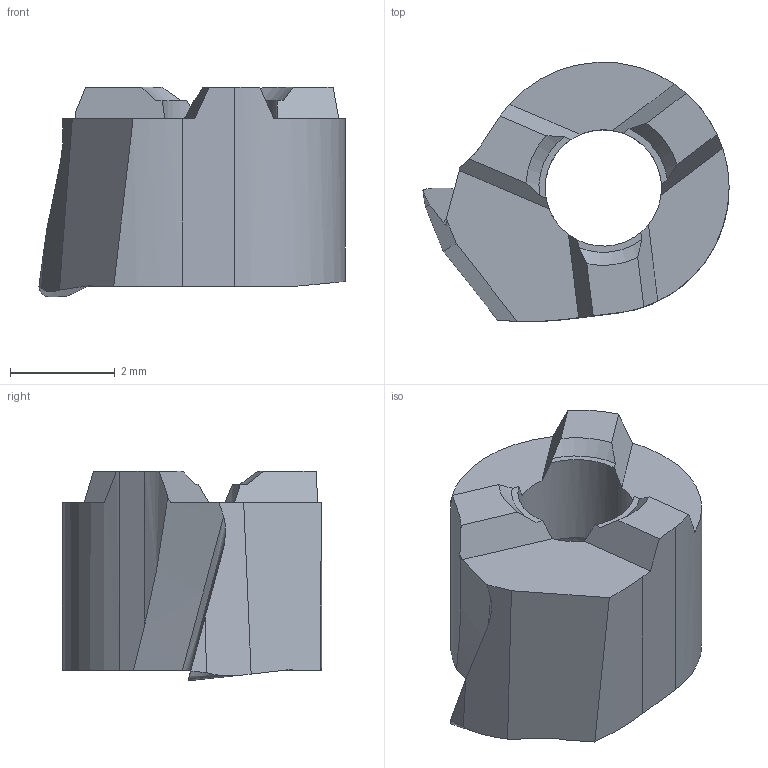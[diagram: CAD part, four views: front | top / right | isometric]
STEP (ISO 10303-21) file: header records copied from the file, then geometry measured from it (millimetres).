
FILE_DESCRIPTION (( 'STEP AP214' ), '1' );
FILE_NAME ('D07.0345.20.07YR.STEP', '2018-07-18T12:35:40', ( 'SWIAdmin' ), ( 'Hewlett-Packard Company' ), 'SwSTEP 2.0', 'SolidWorks 2017', '' );
FILE_SCHEMA (( 'AUTOMOTIVE_DESIGN' ));
Length unit declared in the file: millimetre
Products named in the file (1): D07.0345.20.07YR
Bounding box: 5.84 x 4.95 x 4 mm (x, y, z)
Volume: 49.2 mm3; surface area: 117.9 mm2
Topology: 1 solids, 1 shells, 45 faces, 133 edges, 88 vertices
Faces by surface type: plane 25, cylinder 8, bspline 6, cone 6
Entity records: 1644 total; most frequent: CARTESIAN_POINT 488, ORIENTED_EDGE 266, DIRECTION 210, EDGE_CURVE 133, VERTEX_POINT 88, AXIS2_PLACEMENT_3D 78, VECTOR 54, LINE 54
